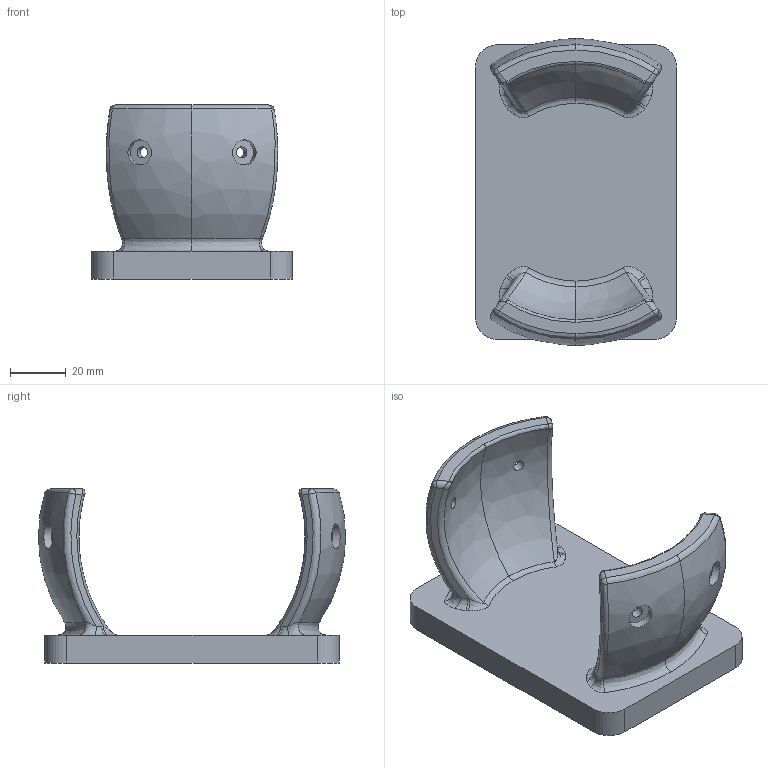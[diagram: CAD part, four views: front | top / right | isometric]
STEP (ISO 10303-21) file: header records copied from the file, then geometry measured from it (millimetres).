
FILE_DESCRIPTION(('FreeCAD Model'),'2;1');
FILE_NAME('Platform.step','2015-09-10T18:50:22',('Author'),(''), 'Open CASCADE STEP processor 6.8','FreeCAD','Unknown');
FILE_SCHEMA(('AUTOMOTIVE_DESIGN_CC2 { 1 2 10303 214 -1 1 5 4 }'));
Length unit declared in the file: millimetre
Products named in the file (2): ASSEMBLY; Platform
Assembly tree (1 placements, depth 2):
  ASSEMBLY
    Platform
Bounding box: 72 x 110 x 62.35 mm (x, y, z)
Volume: 118608.5 mm3; surface area: 32480.4 mm2
Topology: 1 solids, 1 shells, 88 faces, 204 edges, 116 vertices
Faces by surface type: bspline 40, cylinder 20, plane 16, sphere 12
Full cylindrical faces by diameter (mm): 4 x4, 9 x4
Entity records: 19683 total; most frequent: CARTESIAN_POINT 16365, DIRECTION 455, ORIENTED_EDGE 392, PCURVE 392, DEFINITIONAL_REPRESENTATION 392, LINE 259, VECTOR 259, EDGE_CURVE 196
